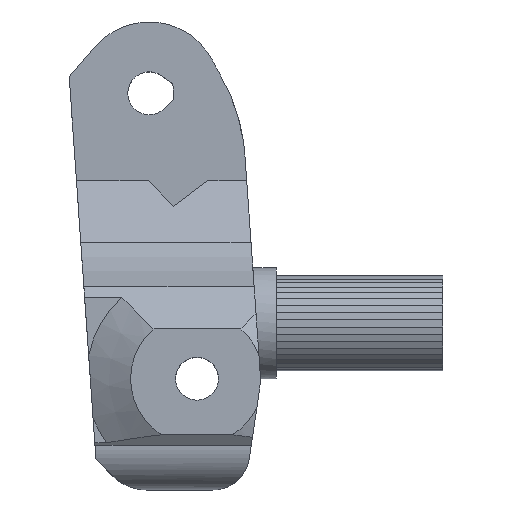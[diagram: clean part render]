
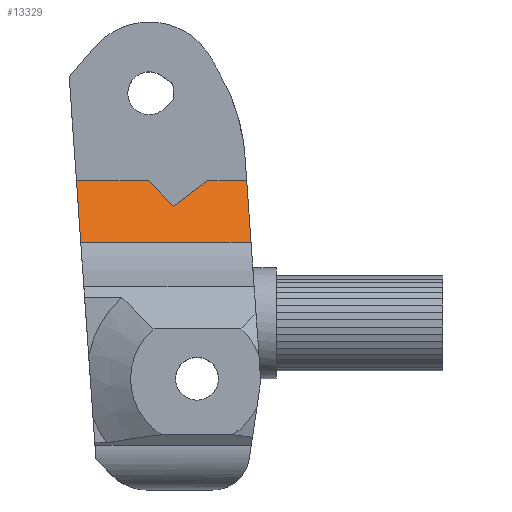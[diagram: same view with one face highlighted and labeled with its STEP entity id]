
A CAD part, top view. The second image highlights one B-rep face of the part: STEP entity #13329.
In plain terms, the highlighted planar face has unit normal (0, 0.431, 0.902).
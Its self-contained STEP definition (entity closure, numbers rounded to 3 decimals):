
#24 = VERTEX_POINT('',#25);
#25 = CARTESIAN_POINT('',(61.936,-262.5,24.));
#32 = PLANE('',#33);
#33 = AXIS2_PLACEMENT_3D('',#34,#35,#36);
#34 = CARTESIAN_POINT('',(63.523,-264.133,24.));
#35 = DIRECTION('',(-0.717,-0.697,0.));
#36 = DIRECTION('',(-0.697,0.717,0.));
#44 = PLANE('',#45);
#45 = AXIS2_PLACEMENT_3D('',#46,#47,#48);
#46 = CARTESIAN_POINT('',(62.386,-258.617,24.));
#47 = DIRECTION('',(0.,0.,1.));
#48 = DIRECTION('',(1.,0.,0.));
#57 = VERTEX_POINT('',#58);
#58 = CARTESIAN_POINT('',(63.523,-264.133,24.781));
#72 = PLANE('',#73);
#73 = AXIS2_PLACEMENT_3D('',#74,#75,#76);
#74 = CARTESIAN_POINT('',(68.813,-260.128,24.));
#75 = DIRECTION('',(0.604,-0.797,0.));
#76 = DIRECTION('',(-0.797,-0.604,0.));
#84 = EDGE_CURVE('',#24,#57,#85,.T.);
#85 = SURFACE_CURVE('',#86,(#90,#97),.PCURVE_S1.);
#86 = LINE('',#87,#88);
#87 = CARTESIAN_POINT('',(64.398,-265.033,
    25.212));
#88 = VECTOR('',#89,1.);
#89 = DIRECTION('',(0.659,-0.678,0.324));
#90 = PCURVE('',#32,#91);
#91 = DEFINITIONAL_REPRESENTATION('',(#92),#96);
#92 = LINE('',#93,#94);
#93 = CARTESIAN_POINT('',(-1.256,-1.212));
#94 = VECTOR('',#95,1.);
#95 = DIRECTION('',(-0.946,-0.324));
#96 = ( GEOMETRIC_REPRESENTATION_CONTEXT(2) 
PARAMETRIC_REPRESENTATION_CONTEXT() REPRESENTATION_CONTEXT('2D SPACE',''
  ) );
#97 = PCURVE('',#98,#103);
#98 = PLANE('',#99);
#99 = AXIS2_PLACEMENT_3D('',#100,#101,#102);
#100 = CARTESIAN_POINT('',(62.936,-264.494,
    24.954));
#101 = DIRECTION('',(0.,0.431,0.902)
  );
#102 = DIRECTION('',(0.,0.902,-0.431));
#103 = DEFINITIONAL_REPRESENTATION('',(#104),#108);
#104 = LINE('',#105,#106);
#105 = CARTESIAN_POINT('',(-0.598,-1.462));
#106 = VECTOR('',#107,1.);
#107 = DIRECTION('',(-0.752,-0.659));
#108 = ( GEOMETRIC_REPRESENTATION_CONTEXT(2) 
PARAMETRIC_REPRESENTATION_CONTEXT() REPRESENTATION_CONTEXT('2D SPACE',''
  ) );
#114 = VERTEX_POINT('',#115);
#115 = CARTESIAN_POINT('',(65.68,-262.5,24.));
#136 = EDGE_CURVE('',#57,#114,#137,.T.);
#137 = SURFACE_CURVE('',#138,(#142,#149),.PCURVE_S1.);
#138 = LINE('',#139,#140);
#139 = CARTESIAN_POINT('',(68.393,-260.446,
    23.017));
#140 = VECTOR('',#141,1.);
#141 = DIRECTION('',(0.766,0.58,-0.277));
#142 = PCURVE('',#72,#143);
#143 = DEFINITIONAL_REPRESENTATION('',(#144),#148);
#144 = LINE('',#145,#146);
#145 = CARTESIAN_POINT('',(0.526,0.983));
#146 = VECTOR('',#147,1.);
#147 = DIRECTION('',(-0.961,0.277));
#148 = ( GEOMETRIC_REPRESENTATION_CONTEXT(2) 
PARAMETRIC_REPRESENTATION_CONTEXT() REPRESENTATION_CONTEXT('2D SPACE',''
  ) );
#149 = PCURVE('',#98,#150);
#150 = DEFINITIONAL_REPRESENTATION('',(#151),#155);
#151 = LINE('',#152,#153);
#152 = CARTESIAN_POINT('',(4.487,-5.457));
#153 = VECTOR('',#154,1.);
#154 = DIRECTION('',(0.643,-0.766));
#155 = ( GEOMETRIC_REPRESENTATION_CONTEXT(2) 
PARAMETRIC_REPRESENTATION_CONTEXT() REPRESENTATION_CONTEXT('2D SPACE',''
  ) );
#161 = EDGE_CURVE('',#24,#162,#164,.T.);
#162 = VERTEX_POINT('',#163);
#163 = CARTESIAN_POINT('',(57.402,-262.5,24.));
#164 = SURFACE_CURVE('',#165,(#169,#176),.PCURVE_S1.);
#165 = LINE('',#166,#167);
#166 = CARTESIAN_POINT('',(70.,-262.5,24.));
#167 = VECTOR('',#168,1.);
#168 = DIRECTION('',(-1.,-0.,-0.));
#169 = PCURVE('',#44,#170);
#170 = DEFINITIONAL_REPRESENTATION('',(#171),#175);
#171 = LINE('',#172,#173);
#172 = CARTESIAN_POINT('',(7.614,-3.883));
#173 = VECTOR('',#174,1.);
#174 = DIRECTION('',(-1.,0.));
#175 = ( GEOMETRIC_REPRESENTATION_CONTEXT(2) 
PARAMETRIC_REPRESENTATION_CONTEXT() REPRESENTATION_CONTEXT('2D SPACE',''
  ) );
#176 = PCURVE('',#98,#177);
#177 = DEFINITIONAL_REPRESENTATION('',(#178),#182);
#178 = LINE('',#179,#180);
#179 = CARTESIAN_POINT('',(2.21,-7.064));
#180 = VECTOR('',#181,1.);
#181 = DIRECTION('',(0.,1.));
#182 = ( GEOMETRIC_REPRESENTATION_CONTEXT(2) 
PARAMETRIC_REPRESENTATION_CONTEXT() REPRESENTATION_CONTEXT('2D SPACE',''
  ) );
#186 = EDGE_CURVE('',#187,#114,#189,.T.);
#187 = VERTEX_POINT('',#188);
#188 = CARTESIAN_POINT('',(68.136,-262.5,24.));
#189 = SURFACE_CURVE('',#190,(#194,#201),.PCURVE_S1.);
#190 = LINE('',#191,#192);
#191 = CARTESIAN_POINT('',(70.,-262.5,24.));
#192 = VECTOR('',#193,1.);
#193 = DIRECTION('',(-1.,-0.,-0.));
#194 = PCURVE('',#44,#195);
#195 = DEFINITIONAL_REPRESENTATION('',(#196),#200);
#196 = LINE('',#197,#198);
#197 = CARTESIAN_POINT('',(7.614,-3.883));
#198 = VECTOR('',#199,1.);
#199 = DIRECTION('',(-1.,0.));
#200 = ( GEOMETRIC_REPRESENTATION_CONTEXT(2) 
PARAMETRIC_REPRESENTATION_CONTEXT() REPRESENTATION_CONTEXT('2D SPACE',''
  ) );
#201 = PCURVE('',#98,#202);
#202 = DEFINITIONAL_REPRESENTATION('',(#203),#207);
#203 = LINE('',#204,#205);
#204 = CARTESIAN_POINT('',(2.21,-7.064));
#205 = VECTOR('',#206,1.);
#206 = DIRECTION('',(0.,1.));
#207 = ( GEOMETRIC_REPRESENTATION_CONTEXT(2) 
PARAMETRIC_REPRESENTATION_CONTEXT() REPRESENTATION_CONTEXT('2D SPACE',''
  ) );
#225 = PLANE('',#226);
#226 = AXIS2_PLACEMENT_3D('',#227,#228,#229);
#227 = CARTESIAN_POINT('',(68.99,-274.721,14.5));
#228 = DIRECTION('',(-0.998,-0.07,0.));
#229 = DIRECTION('',(-0.07,0.998,0.));
#434 = PLANE('',#435);
#435 = AXIS2_PLACEMENT_3D('',#436,#437,#438);
#436 = CARTESIAN_POINT('',(58.626,-280.,14.5));
#437 = DIRECTION('',(-0.998,-0.07,0.));
#438 = DIRECTION('',(-0.07,0.998,0.));
#1342 = VERTEX_POINT('',#1343);
#1343 = CARTESIAN_POINT('',(57.675,-266.4,
    25.866));
#1358 = CYLINDRICAL_SURFACE('',#1359,6.481);
#1359 = AXIS2_PLACEMENT_3D('',#1360,#1361,#1362);
#1360 = CARTESIAN_POINT('',(70.,-269.197,20.019));
#1361 = DIRECTION('',(1.,0.,0.));
#1362 = DIRECTION('',(0.,1.,0.));
#1373 = EDGE_CURVE('',#1342,#162,#1374,.T.);
#1374 = SURFACE_CURVE('',#1375,(#1379,#1386),.PCURVE_S1.);
#1375 = LINE('',#1376,#1377);
#1376 = CARTESIAN_POINT('',(57.884,-269.388,
    27.295));
#1377 = VECTOR('',#1378,1.);
#1378 = DIRECTION('',(-0.063,0.9,-0.431
    ));
#1379 = PCURVE('',#434,#1380);
#1380 = DEFINITIONAL_REPRESENTATION('',(#1381),#1385);
#1381 = LINE('',#1382,#1383);
#1382 = CARTESIAN_POINT('',(10.638,-12.795));
#1383 = VECTOR('',#1384,1.);
#1384 = DIRECTION('',(0.903,0.431));
#1385 = ( GEOMETRIC_REPRESENTATION_CONTEXT(2) 
PARAMETRIC_REPRESENTATION_CONTEXT() REPRESENTATION_CONTEXT('2D SPACE',''
  ) );
#1386 = PCURVE('',#98,#1387);
#1387 = DEFINITIONAL_REPRESENTATION('',(#1388),#1392);
#1388 = LINE('',#1389,#1390);
#1389 = CARTESIAN_POINT('',(-5.425,5.052));
#1390 = VECTOR('',#1391,1.);
#1391 = DIRECTION('',(0.998,0.063));
#1392 = ( GEOMETRIC_REPRESENTATION_CONTEXT(2) 
PARAMETRIC_REPRESENTATION_CONTEXT() REPRESENTATION_CONTEXT('2D SPACE',''
  ) );
#2412 = VERTEX_POINT('',#2413);
#2413 = CARTESIAN_POINT('',(68.408,-266.4,
    25.866));
#2438 = EDGE_CURVE('',#2412,#1342,#2439,.T.);
#2439 = SURFACE_CURVE('',#2440,(#2444,#2451),.PCURVE_S1.);
#2440 = LINE('',#2441,#2442);
#2441 = CARTESIAN_POINT('',(70.,-266.4,25.866));
#2442 = VECTOR('',#2443,1.);
#2443 = DIRECTION('',(-1.,-0.,-0.));
#2444 = PCURVE('',#1358,#2445);
#2445 = DEFINITIONAL_REPRESENTATION('',(#2446),#2450);
#2446 = LINE('',#2447,#2448);
#2447 = CARTESIAN_POINT('',(1.125,0.));
#2448 = VECTOR('',#2449,1.);
#2449 = DIRECTION('',(0.,-1.));
#2450 = ( GEOMETRIC_REPRESENTATION_CONTEXT(2) 
PARAMETRIC_REPRESENTATION_CONTEXT() REPRESENTATION_CONTEXT('2D SPACE',''
  ) );
#2451 = PCURVE('',#98,#2452);
#2452 = DEFINITIONAL_REPRESENTATION('',(#2453),#2457);
#2453 = LINE('',#2454,#2455);
#2454 = CARTESIAN_POINT('',(-2.113,-7.064));
#2455 = VECTOR('',#2456,1.);
#2456 = DIRECTION('',(0.,1.));
#2457 = ( GEOMETRIC_REPRESENTATION_CONTEXT(2) 
PARAMETRIC_REPRESENTATION_CONTEXT() REPRESENTATION_CONTEXT('2D SPACE',''
  ) );
#3384 = EDGE_CURVE('',#2412,#187,#3385,.T.);
#3385 = SURFACE_CURVE('',#3386,(#3390,#3397),.PCURVE_S1.);
#3386 = LINE('',#3387,#3388);
#3387 = CARTESIAN_POINT('',(68.359,-265.688,
    25.525));
#3388 = VECTOR('',#3389,1.);
#3389 = DIRECTION('',(-0.063,0.9,-0.431
    ));
#3390 = PCURVE('',#225,#3391);
#3391 = DEFINITIONAL_REPRESENTATION('',(#3392),#3396);
#3392 = LINE('',#3393,#3394);
#3393 = CARTESIAN_POINT('',(9.055,-11.025));
#3394 = VECTOR('',#3395,1.);
#3395 = DIRECTION('',(0.903,0.431));
#3396 = ( GEOMETRIC_REPRESENTATION_CONTEXT(2) 
PARAMETRIC_REPRESENTATION_CONTEXT() REPRESENTATION_CONTEXT('2D SPACE',''
  ) );
#3397 = PCURVE('',#98,#3398);
#3398 = DEFINITIONAL_REPRESENTATION('',(#3399),#3403);
#3399 = LINE('',#3400,#3401);
#3400 = CARTESIAN_POINT('',(-1.324,-5.423));
#3401 = VECTOR('',#3402,1.);
#3402 = DIRECTION('',(0.998,0.063));
#3403 = ( GEOMETRIC_REPRESENTATION_CONTEXT(2) 
PARAMETRIC_REPRESENTATION_CONTEXT() REPRESENTATION_CONTEXT('2D SPACE',''
  ) );
#13329 = ADVANCED_FACE('',(#13330),#98,.T.);
#13330 = FACE_BOUND('',#13331,.T.);
#13331 = EDGE_LOOP('',(#13332,#13333,#13334,#13335,#13336,#13337,#13338)
  );
#13332 = ORIENTED_EDGE('',*,*,#1373,.F.);
#13333 = ORIENTED_EDGE('',*,*,#2438,.F.);
#13334 = ORIENTED_EDGE('',*,*,#3384,.T.);
#13335 = ORIENTED_EDGE('',*,*,#186,.T.);
#13336 = ORIENTED_EDGE('',*,*,#136,.F.);
#13337 = ORIENTED_EDGE('',*,*,#84,.F.);
#13338 = ORIENTED_EDGE('',*,*,#161,.T.);
